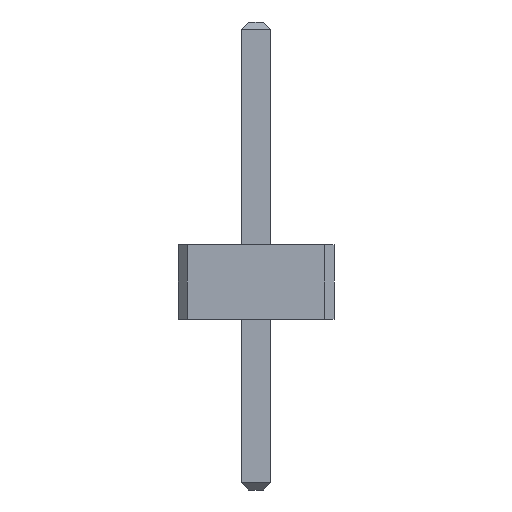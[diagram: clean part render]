
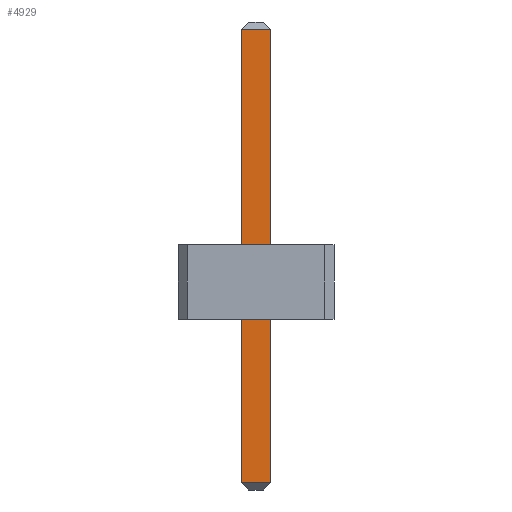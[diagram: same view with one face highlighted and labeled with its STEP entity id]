
A CAD part, front view. The second image highlights one B-rep face of the part: STEP entity #4929.
In plain terms, the highlighted planar face has unit normal (0, -1, 0).
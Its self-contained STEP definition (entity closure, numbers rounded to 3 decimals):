
#13=DIRECTION('',(0.,0.,1.));
#27=VECTOR('',#13,1.);
#67=DIRECTION('',(1.,0.,0.));
#2321=VECTOR('',#67,1.);
#2332=DIRECTION('',(0.,1.,0.));
#4906=EDGE_CURVE('',#4907,#4909,#4911,.T.);
#4907=VERTEX_POINT('',#4908);
#4908=CARTESIAN_POINT('',(-0.2,-49.73,-2.2));
#4909=VERTEX_POINT('',#4910);
#4910=CARTESIAN_POINT('',(-0.2,-49.73,3.9));
#4911=LINE('',#4912,#27);
#4912=CARTESIAN_POINT('',(-0.2,-49.73,-2.3));
#4929=ADVANCED_FACE('',(#4930),#4947,.F.);
#4930=FACE_BOUND('',#4931,.F.);
#4931=EDGE_LOOP('',(#4932,#4940,#4943,#4944));
#4932=ORIENTED_EDGE('',*,*,#4933,.F.);
#4933=EDGE_CURVE('',#4934,#4936,#4938,.T.);
#4934=VERTEX_POINT('',#4935);
#4935=CARTESIAN_POINT('',(0.2,-49.73,-2.2));
#4936=VERTEX_POINT('',#4937);
#4937=CARTESIAN_POINT('',(0.2,-49.73,3.9));
#4938=LINE('',#4939,#27);
#4939=CARTESIAN_POINT('',(0.2,-49.73,-2.3));
#4940=ORIENTED_EDGE('',*,*,#4941,.F.);
#4941=EDGE_CURVE('',#4907,#4934,#4942,.T.);
#4942=LINE('',#4908,#2321);
#4943=ORIENTED_EDGE('',*,*,#4906,.T.);
#4944=ORIENTED_EDGE('',*,*,#4945,.T.);
#4945=EDGE_CURVE('',#4909,#4936,#4946,.T.);
#4946=LINE('',#4910,#2321);
#4947=PLANE('',#4948);
#4948=AXIS2_PLACEMENT_3D('',#4912,#2332,#13);
